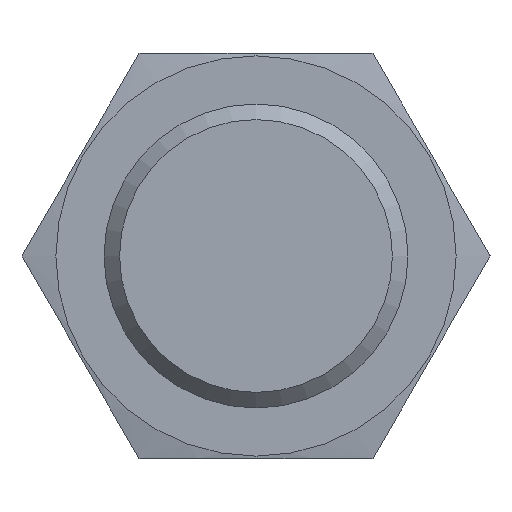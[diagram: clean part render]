
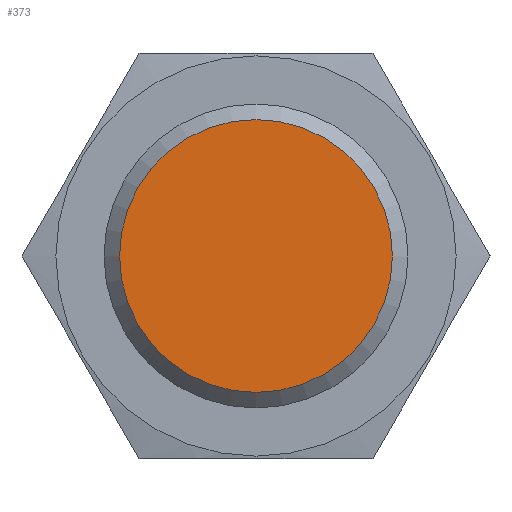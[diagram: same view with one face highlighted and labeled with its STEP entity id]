
A CAD part, left-side view. The second image highlights one B-rep face of the part: STEP entity #373.
In plain terms, the highlighted planar face has unit normal (-1, 0, 0).
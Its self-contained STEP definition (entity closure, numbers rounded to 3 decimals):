
#54=PLANE('',#432);
#66=CIRCLE('',#433,5.387);
#92=ORIENTED_EDGE('',*,*,#168,.F.);
#168=EDGE_CURVE('',#208,#208,#66,.T.);
#208=VERTEX_POINT('',#682);
#266=EDGE_LOOP('',(#92));
#318=FACE_BOUND('',#266,.T.);
#373=ADVANCED_FACE('',(#318),#54,.F.);
#432=AXIS2_PLACEMENT_3D('',#680,#488,#489);
#433=AXIS2_PLACEMENT_3D('',#681,#490,#491);
#488=DIRECTION('',(1.,0.,0.));
#489=DIRECTION('',(0.,0.,-1.));
#490=DIRECTION('',(1.,0.,0.));
#491=DIRECTION('',(0.,0.,-1.));
#680=CARTESIAN_POINT('',(0.,0.,0.));
#681=CARTESIAN_POINT('',(0.,0.,0.));
#682=CARTESIAN_POINT('',(0.,0.,-5.387));
